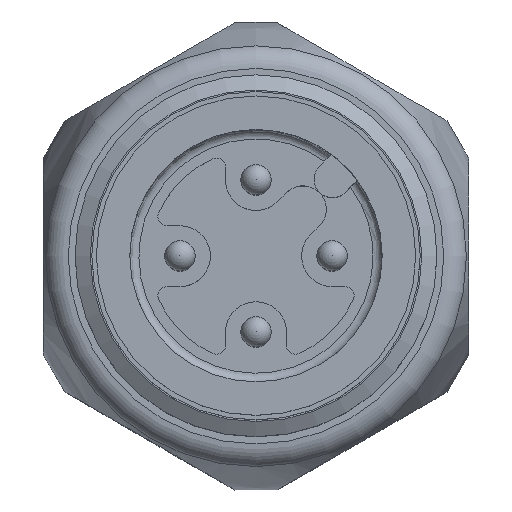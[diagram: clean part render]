
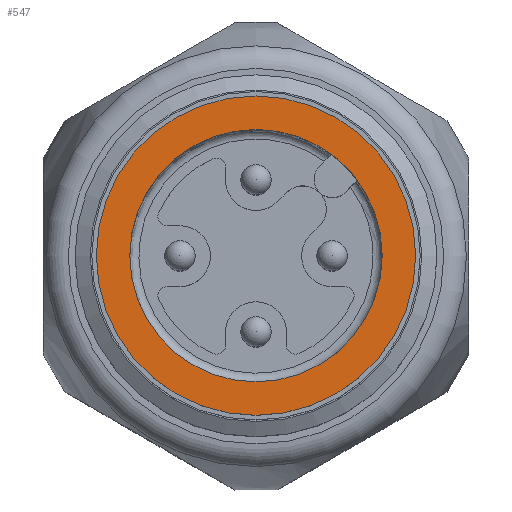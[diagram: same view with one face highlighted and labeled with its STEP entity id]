
A CAD part, top view. The second image highlights one B-rep face of the part: STEP entity #547.
In plain terms, the highlighted planar face has unit normal (0, 0, 1).
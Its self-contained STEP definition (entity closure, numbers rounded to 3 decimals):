
#547=ADVANCED_FACE('',(#635,#636),#589,.F.);
#589=PLANE('',#1405);
#635=FACE_BOUND('',#738,.T.);
#636=FACE_BOUND('',#739,.T.);
#738=EDGE_LOOP('',(#982));
#739=EDGE_LOOP('',(#983));
#982=ORIENTED_EDGE('',*,*,#1218,.F.);
#983=ORIENTED_EDGE('',*,*,#1156,.T.);
#1062=VERTEX_POINT('',#2011);
#1096=VERTEX_POINT('',#2165);
#1156=EDGE_CURVE('',#1062,#1062,#1262,.T.);
#1218=EDGE_CURVE('',#1096,#1096,#1286,.T.);
#1262=CIRCLE('',#1352,4.15);
#1286=CIRCLE('',#1404,5.25);
#1352=AXIS2_PLACEMENT_3D('',#2010,#1552,#1553);
#1404=AXIS2_PLACEMENT_3D('',#2164,#1692,#1693);
#1405=AXIS2_PLACEMENT_3D('',#2166,#1694,#1695);
#1552=DIRECTION('',(0.,0.,-1.));
#1553=DIRECTION('',(-1.,0.,0.));
#1692=DIRECTION('',(0.,0.,-1.));
#1693=DIRECTION('',(-1.,0.,0.));
#1694=DIRECTION('',(0.,0.,-1.));
#1695=DIRECTION('',(-1.,0.,0.));
#2010=CARTESIAN_POINT('',(0.,0.,0.));
#2011=CARTESIAN_POINT('',(-4.15,0.,0.));
#2164=CARTESIAN_POINT('',(0.,0.,0.));
#2165=CARTESIAN_POINT('',(-5.25,0.,0.));
#2166=CARTESIAN_POINT('',(4.15,0.,0.));
